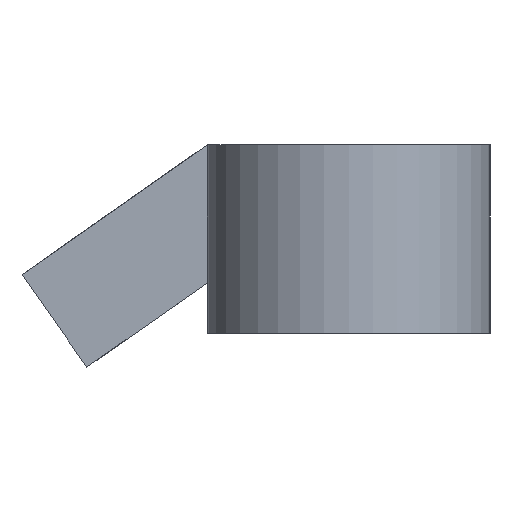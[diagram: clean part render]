
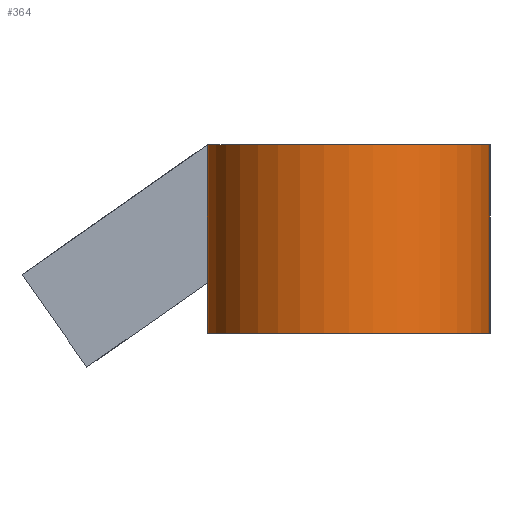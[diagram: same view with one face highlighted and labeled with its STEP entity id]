
A CAD part, left-side view. The second image highlights one B-rep face of the part: STEP entity #364.
In plain terms, the highlighted cylindrical face has radius 3.75 mm (diameter 7.5 mm), a partial arc.
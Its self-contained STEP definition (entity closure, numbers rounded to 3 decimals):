
#15=CYLINDRICAL_SURFACE('',#402,3.75);
#32=FACE_OUTER_BOUND('',#54,.T.);
#54=EDGE_LOOP('',(#262,#263,#264,#265));
#83=LINE('',#556,#121);
#87=LINE('',#564,#125);
#121=VECTOR('',#449,10.);
#125=VECTOR('',#455,10.);
#153=CIRCLE('',#396,3.75);
#157=CIRCLE('',#403,3.75);
#165=VERTEX_POINT('',#533);
#166=VERTEX_POINT('',#534);
#175=VERTEX_POINT('',#555);
#178=VERTEX_POINT('',#563);
#197=EDGE_CURVE('',#165,#166,#153,.T.);
#207=EDGE_CURVE('',#165,#175,#83,.T.);
#211=EDGE_CURVE('',#166,#178,#87,.T.);
#212=EDGE_CURVE('',#175,#178,#157,.T.);
#262=ORIENTED_EDGE('',*,*,#197,.T.);
#263=ORIENTED_EDGE('',*,*,#211,.T.);
#264=ORIENTED_EDGE('',*,*,#212,.F.);
#265=ORIENTED_EDGE('',*,*,#207,.F.);
#364=ADVANCED_FACE('',(#32),#15,.T.);
#396=AXIS2_PLACEMENT_3D('',#535,#431,#432);
#402=AXIS2_PLACEMENT_3D('',#562,#453,#454);
#403=AXIS2_PLACEMENT_3D('',#565,#456,#457);
#431=DIRECTION('center_axis',(0.,0.,1.));
#432=DIRECTION('ref_axis',(1.,0.,0.));
#449=DIRECTION('',(0.,0.,1.));
#453=DIRECTION('center_axis',(0.,0.,1.));
#454=DIRECTION('ref_axis',(-1.,0.,0.));
#455=DIRECTION('',(0.,0.,1.));
#456=DIRECTION('center_axis',(0.,0.,1.));
#457=DIRECTION('ref_axis',(1.,0.,0.));
#533=CARTESIAN_POINT('',(0.,3.75,5.));
#534=CARTESIAN_POINT('',(0.,-3.75,5.));
#535=CARTESIAN_POINT('Origin',(0.,0.,5.));
#555=CARTESIAN_POINT('',(0.,3.75,10.));
#556=CARTESIAN_POINT('',(0.,3.75,0.));
#562=CARTESIAN_POINT('Origin',(0.,0.,0.));
#563=CARTESIAN_POINT('',(0.,-3.75,10.));
#564=CARTESIAN_POINT('',(0.,-3.75,0.));
#565=CARTESIAN_POINT('Origin',(0.,0.,10.));
